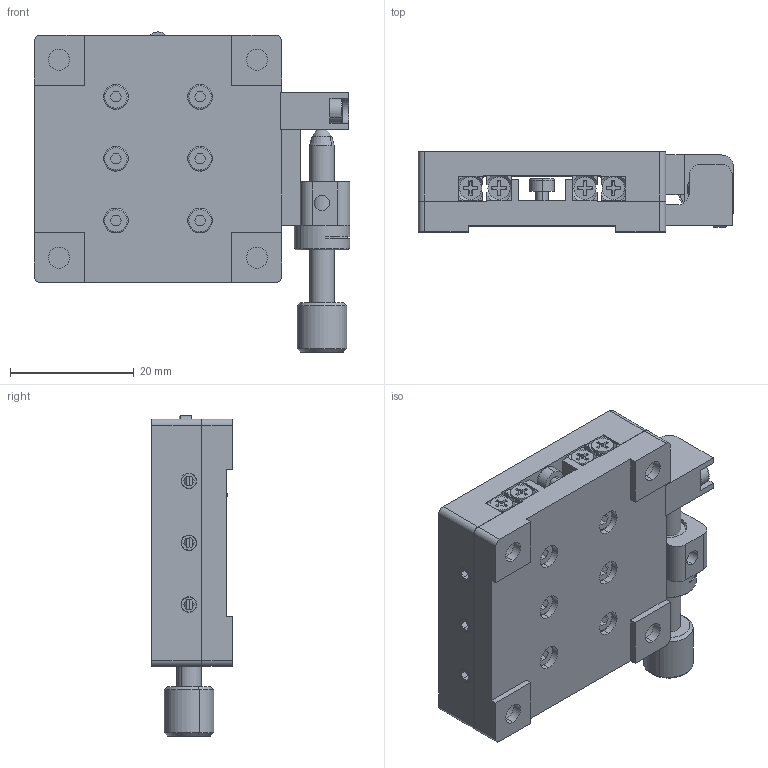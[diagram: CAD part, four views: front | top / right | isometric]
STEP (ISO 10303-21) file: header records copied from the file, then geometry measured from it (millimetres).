
FILE_DESCRIPTION (( 'STEP AP203' ), '1' );
FILE_NAME ('06LSC-4016-AS.STEP', '2020-02-27T01:31:47', ( '' ), ( '' ), 'SwSTEP 2.0', 'SolidWorks 2016', '' );
FILE_SCHEMA (( 'CONFIG_CONTROL_DESIGN' ));
Length unit declared in the file: millimetre
Products named in the file (1): 06LSC-4016-AS
Bounding box: 51 x 13 x 51.74 mm (x, y, z)
Surface area: 13907.6 mm2 (no closed solid volume)
Topology: 0 solids, 42 shells, 614 faces, 1770 edges, 1196 vertices
Faces by surface type: plane 377, cylinder 125, cone 78, torus 32, sphere 2
Entity records: 20507 total; most frequent: CARTESIAN_POINT 4181, DIRECTION 3427, ORIENTED_EDGE 3124, EDGE_CURVE 1765, VERTEX_POINT 1193, AXIS2_PLACEMENT_3D 1155, LINE 1117, VECTOR 1117
